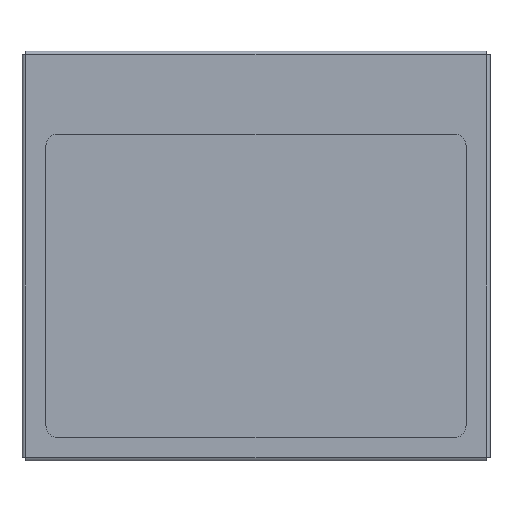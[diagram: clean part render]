
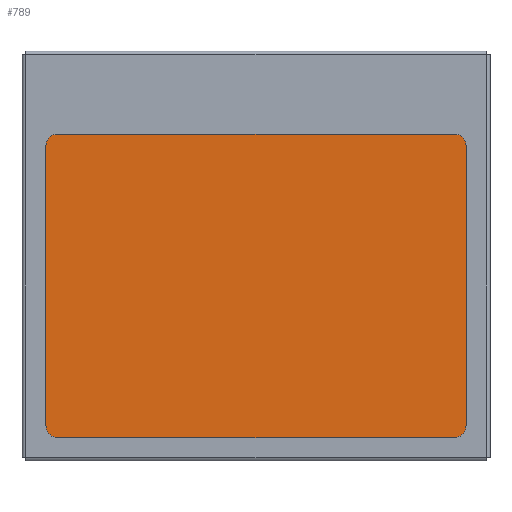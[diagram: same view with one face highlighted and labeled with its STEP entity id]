
A CAD part, top view. The second image highlights one B-rep face of the part: STEP entity #789.
In plain terms, the highlighted planar face has unit normal (0, 0, 1).
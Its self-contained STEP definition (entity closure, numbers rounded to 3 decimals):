
#676 = VERTEX_POINT('',#677);
#677 = CARTESIAN_POINT('',(19.745,10.874,3.9));
#683 = EDGE_CURVE('',#676,#684,#686,.T.);
#684 = VERTEX_POINT('',#685);
#685 = CARTESIAN_POINT('',(19.745,-15.626,3.9));
#686 = LINE('',#687,#688);
#687 = CARTESIAN_POINT('',(19.745,10.874,3.9));
#688 = VECTOR('',#689,1.);
#689 = DIRECTION('',(0.,-1.,0.));
#707 = EDGE_CURVE('',#676,#708,#710,.T.);
#708 = VERTEX_POINT('',#709);
#709 = CARTESIAN_POINT('',(-19.745,10.874,3.9));
#710 = LINE('',#711,#712);
#711 = CARTESIAN_POINT('',(19.745,10.874,3.9));
#712 = VECTOR('',#713,1.);
#713 = DIRECTION('',(-1.,0.,0.));
#753 = EDGE_CURVE('',#708,#754,#756,.T.);
#754 = VERTEX_POINT('',#755);
#755 = CARTESIAN_POINT('',(-19.745,-15.626,3.9));
#756 = LINE('',#757,#758);
#757 = CARTESIAN_POINT('',(-19.745,10.874,3.9));
#758 = VECTOR('',#759,1.);
#759 = DIRECTION('',(0.,-1.,0.));
#777 = EDGE_CURVE('',#754,#684,#778,.T.);
#778 = LINE('',#779,#780);
#779 = CARTESIAN_POINT('',(-19.745,-15.626,3.9));
#780 = VECTOR('',#781,1.);
#781 = DIRECTION('',(1.,0.,0.));
#789 = ADVANCED_FACE('',(#790),#796,.T.);
#790 = FACE_BOUND('',#791,.T.);
#791 = EDGE_LOOP('',(#792,#793,#794,#795));
#792 = ORIENTED_EDGE('',*,*,#707,.T.);
#793 = ORIENTED_EDGE('',*,*,#753,.T.);
#794 = ORIENTED_EDGE('',*,*,#777,.T.);
#795 = ORIENTED_EDGE('',*,*,#683,.F.);
#796 = PLANE('',#797);
#797 = AXIS2_PLACEMENT_3D('',#798,#799,#800);
#798 = CARTESIAN_POINT('',(0.,-2.376,3.9));
#799 = DIRECTION('',(0.,0.,1.));
#800 = DIRECTION('',(1.,0.,0.));
